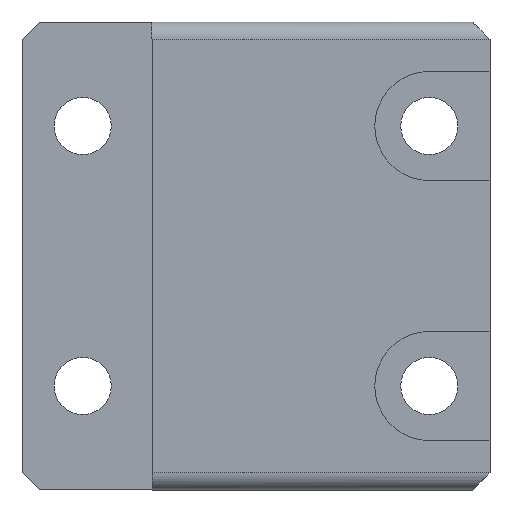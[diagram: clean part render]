
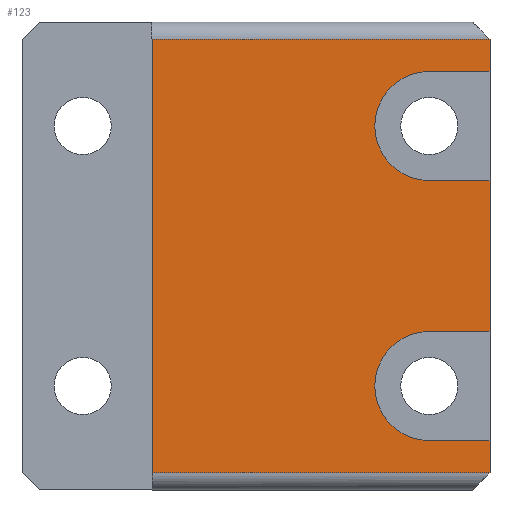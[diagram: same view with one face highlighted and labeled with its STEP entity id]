
A CAD part, front view. The second image highlights one B-rep face of the part: STEP entity #123.
In plain terms, the highlighted planar face has unit normal (0, -1, 0).
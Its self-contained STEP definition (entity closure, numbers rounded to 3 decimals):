
#6 = ORIENTED_EDGE ( 'NONE', *, *, #1493, .T. ) ;
#39 = CARTESIAN_POINT ( 'NONE',  ( 13.5, -11.8, 12.5 ) ) ;
#58 = EDGE_CURVE ( 'NONE', #155, #861, #902, .T. ) ;
#61 = DIRECTION ( 'NONE',  ( 1., 0., 0. ) ) ;
#81 = CARTESIAN_POINT ( 'NONE',  ( -6., -11.8, 12.5 ) ) ;
#87 = CARTESIAN_POINT ( 'NONE',  ( 10., -11.8, -10.65 ) ) ;
#88 = ORIENTED_EDGE ( 'NONE', *, *, #919, .F. ) ;
#123 = ADVANCED_FACE ( 'NONE', ( #1213 ), #1036, .T. ) ;
#127 = DIRECTION ( 'NONE',  ( 0., 0., -1. ) ) ;
#146 = VECTOR ( 'NONE', #325, 1000. ) ;
#155 = VERTEX_POINT ( 'NONE', #192 ) ;
#158 = CARTESIAN_POINT ( 'NONE',  ( 10., -11.8, -4.35 ) ) ;
#190 = CARTESIAN_POINT ( 'NONE',  ( 10., -11.8, 4.35 ) ) ;
#192 = CARTESIAN_POINT ( 'NONE',  ( 10., -11.8, 10.65 ) ) ;
#197 = ORIENTED_EDGE ( 'NONE', *, *, #1340, .F. ) ;
#203 = EDGE_CURVE ( 'NONE', #705, #205, #293, .T. ) ;
#205 = VERTEX_POINT ( 'NONE', #1049 ) ;
#281 = DIRECTION ( 'NONE',  ( 0., 0., -1. ) ) ;
#289 = DIRECTION ( 'NONE',  ( 0., -1., 0. ) ) ;
#293 = LINE ( 'NONE', #87, #701 ) ;
#297 = CARTESIAN_POINT ( 'NONE',  ( -6., -11.8, -12.5 ) ) ;
#302 = ORIENTED_EDGE ( 'NONE', *, *, #1586, .F. ) ;
#312 = LINE ( 'NONE', #1309, #352 ) ;
#325 = DIRECTION ( 'NONE',  ( -1., 0., 0. ) ) ;
#332 = EDGE_CURVE ( 'NONE', #593, #1494, #396, .T. ) ;
#340 = ORIENTED_EDGE ( 'NONE', *, *, #203, .F. ) ;
#344 = ORIENTED_EDGE ( 'NONE', *, *, #1101, .F. ) ;
#352 = VECTOR ( 'NONE', #1079, 1000. ) ;
#380 = VECTOR ( 'NONE', #551, 1000. ) ;
#396 = LINE ( 'NONE', #679, #380 ) ;
#403 = DIRECTION ( 'NONE',  ( 0., 0., -1. ) ) ;
#430 = DIRECTION ( 'NONE',  ( 0., 0., -1. ) ) ;
#436 = CARTESIAN_POINT ( 'NONE',  ( 10., -11.8, 4.35 ) ) ;
#530 = DIRECTION ( 'NONE',  ( 0., 0., 1. ) ) ;
#544 = CARTESIAN_POINT ( 'NONE',  ( 10., -11.8, 7.5 ) ) ;
#551 = DIRECTION ( 'NONE',  ( 0., 0., -1. ) ) ;
#560 = DIRECTION ( 'NONE',  ( 1., 0., 0. ) ) ;
#593 = VERTEX_POINT ( 'NONE', #852 ) ;
#600 = LINE ( 'NONE', #190, #640 ) ;
#618 = LINE ( 'NONE', #1013, #897 ) ;
#622 = CARTESIAN_POINT ( 'NONE',  ( 13.5, -11.8, -4.35 ) ) ;
#638 = CARTESIAN_POINT ( 'NONE',  ( 13.5, -11.8, -12.5 ) ) ;
#640 = VECTOR ( 'NONE', #61, 1000. ) ;
#679 = CARTESIAN_POINT ( 'NONE',  ( -6., -11.8, 13.5 ) ) ;
#701 = VECTOR ( 'NONE', #560, 1000. ) ;
#705 = VERTEX_POINT ( 'NONE', #1350 ) ;
#711 = VERTEX_POINT ( 'NONE', #622 ) ;
#712 = ORIENTED_EDGE ( 'NONE', *, *, #332, .T. ) ;
#769 = LINE ( 'NONE', #1521, #1208 ) ;
#770 = CARTESIAN_POINT ( 'NONE',  ( -6., -11.8, 13.5 ) ) ;
#780 = ORIENTED_EDGE ( 'NONE', *, *, #1473, .F. ) ;
#781 = DIRECTION ( 'NONE',  ( 0., -1., 0. ) ) ;
#787 = VECTOR ( 'NONE', #127, 1000. ) ;
#788 = DIRECTION ( 'NONE',  ( -1., 0., 0. ) ) ;
#790 = LINE ( 'NONE', #938, #146 ) ;
#797 = AXIS2_PLACEMENT_3D ( 'NONE', #770, #781, #430 ) ;
#817 = CARTESIAN_POINT ( 'NONE',  ( 13.5, -11.8, 4.35 ) ) ;
#823 = VERTEX_POINT ( 'NONE', #39 ) ;
#832 = EDGE_CURVE ( 'NONE', #1337, #705, #1156, .T. ) ;
#852 = CARTESIAN_POINT ( 'NONE',  ( -6., -11.8, 12.5 ) ) ;
#861 = VERTEX_POINT ( 'NONE', #436 ) ;
#897 = VECTOR ( 'NONE', #403, 1000. ) ;
#902 = CIRCLE ( 'NONE', #1152, 3.15 ) ;
#903 = CARTESIAN_POINT ( 'NONE',  ( 10., -11.8, 10.65 ) ) ;
#919 = EDGE_CURVE ( 'NONE', #861, #1099, #600, .T. ) ;
#920 = LINE ( 'NONE', #81, #999 ) ;
#935 = ORIENTED_EDGE ( 'NONE', *, *, #994, .F. ) ;
#938 = CARTESIAN_POINT ( 'NONE',  ( 10., -11.8, -4.35 ) ) ;
#994 = EDGE_CURVE ( 'NONE', #711, #1337, #790, .T. ) ;
#999 = VECTOR ( 'NONE', #1161, 1000. ) ;
#1013 = CARTESIAN_POINT ( 'NONE',  ( 13.5, -11.8, 13.5 ) ) ;
#1036 = PLANE ( 'NONE',  #797 ) ;
#1046 = CARTESIAN_POINT ( 'NONE',  ( 13.5, -11.8, 10.65 ) ) ;
#1049 = CARTESIAN_POINT ( 'NONE',  ( 13.5, -11.8, -10.65 ) ) ;
#1054 = ORIENTED_EDGE ( 'NONE', *, *, #58, .F. ) ;
#1079 = DIRECTION ( 'NONE',  ( 0., 0., -1. ) ) ;
#1099 = VERTEX_POINT ( 'NONE', #817 ) ;
#1101 = EDGE_CURVE ( 'NONE', #1099, #711, #1307, .T. ) ;
#1134 = LINE ( 'NONE', #903, #1343 ) ;
#1143 = ORIENTED_EDGE ( 'NONE', *, *, #832, .F. ) ;
#1146 = DIRECTION ( 'NONE',  ( 0., -1., 0. ) ) ;
#1152 = AXIS2_PLACEMENT_3D ( 'NONE', #544, #1146, #281 ) ;
#1156 = CIRCLE ( 'NONE', #1382, 3.15 ) ;
#1161 = DIRECTION ( 'NONE',  ( -1., 0., 0. ) ) ;
#1199 = CARTESIAN_POINT ( 'NONE',  ( 13.5, -11.8, 13.5 ) ) ;
#1208 = VECTOR ( 'NONE', #1408, 1000. ) ;
#1213 = FACE_OUTER_BOUND ( 'NONE', #1357, .T. ) ;
#1239 = ORIENTED_EDGE ( 'NONE', *, *, #1499, .T. ) ;
#1259 = CARTESIAN_POINT ( 'NONE',  ( 10., -11.8, -7.5 ) ) ;
#1307 = LINE ( 'NONE', #1199, #787 ) ;
#1309 = CARTESIAN_POINT ( 'NONE',  ( 13.5, -11.8, 13.5 ) ) ;
#1337 = VERTEX_POINT ( 'NONE', #158 ) ;
#1340 = EDGE_CURVE ( 'NONE', #205, #1414, #618, .T. ) ;
#1343 = VECTOR ( 'NONE', #788, 1000. ) ;
#1350 = CARTESIAN_POINT ( 'NONE',  ( 10., -11.8, -10.65 ) ) ;
#1357 = EDGE_LOOP ( 'NONE', ( #302, #6, #712, #1239, #197, #340, #1143, #935, #344, #88, #1054, #780 ) ) ;
#1382 = AXIS2_PLACEMENT_3D ( 'NONE', #1259, #289, #530 ) ;
#1408 = DIRECTION ( 'NONE',  ( 1., 0., 0. ) ) ;
#1414 = VERTEX_POINT ( 'NONE', #638 ) ;
#1473 = EDGE_CURVE ( 'NONE', #1479, #155, #1134, .T. ) ;
#1479 = VERTEX_POINT ( 'NONE', #1046 ) ;
#1493 = EDGE_CURVE ( 'NONE', #823, #593, #920, .T. ) ;
#1494 = VERTEX_POINT ( 'NONE', #297 ) ;
#1499 = EDGE_CURVE ( 'NONE', #1494, #1414, #769, .T. ) ;
#1521 = CARTESIAN_POINT ( 'NONE',  ( -6., -11.8, -12.5 ) ) ;
#1586 = EDGE_CURVE ( 'NONE', #823, #1479, #312, .T. ) ;
